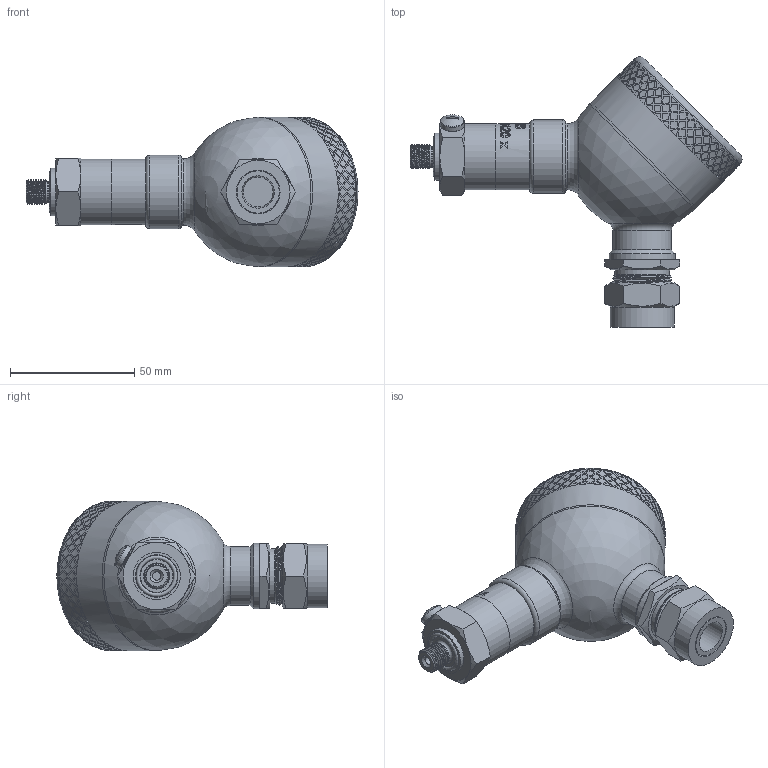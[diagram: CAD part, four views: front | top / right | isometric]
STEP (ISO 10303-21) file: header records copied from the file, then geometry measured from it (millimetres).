
FILE_DESCRIPTION(/* description */ (''),/* implementation_level */ '2;1');
FILE_NAME(/* name */ 'APZ3420x_M10x1DIN_CableGlandM20x1,5Exd.step',/* time_stamp */ '2021-07-02T14:18:41+03:00',/* author */ (''),/* organization */ (''),/* preprocessor_version */ 'ST-DEVELOPER v18.1',/* originating_system */ 'Autodesk Translation Framework v10.9.0.1377',/* authorisation */ '');
FILE_SCHEMA (('AUTOMOTIVE_DESIGN { 1 0 10303 214 3 1 1 }'));
Length unit declared in the file: millimetre
Products named in the file (7): АПЗ 3420 х заполненный; M10x1 DIN; Field housing; Main body; Cover without display; screw M6x1 v1; M20x1,5 steel cable gland Ex d v3
Assembly tree (6 placements, depth 3):
  АПЗ 3420 х заполненный
    M10x1 DIN
    Field housing
      Main body
      Cover without display
    screw M6x1 v1
    M20x1,5 steel cable gland Ex d v3
Bounding box: 133.42 x 108.62 x 60.1 mm (x, y, z)
Volume: 240578.7 mm3; surface area: 40021.7 mm2
Topology: 6 solids, 6 shells, 1419 faces, 3471 edges, 2304 vertices
Faces by surface type: bspline 894, cylinder 320, plane 157, cone 28, torus 18, sphere 2
Full cylindrical faces by diameter (mm): 3.3 x1, 4.744 x3, 5.035 x4, 5.884 x4, 6.147 x1, 8.5 x1, 8.744 x3, 9.6 x1, 9.884 x4, 12 x1, 13 x1, 13.5 x1, 16.7 x1, 17 x2, 17.6 x1, 18.137 x7, 19 x1, 19.85 x6, 21 x1, 22 x1, 22.132 x1, 22.4 x1, 23.6 x1, 24.5 x2, 25.6 x1, 26.5 x3, 29.5 x1, 57.2 x1, 60 x2
Entity records: 61853 total; most frequent: CARTESIAN_POINT 35808, ORIENTED_EDGE 6936, EDGE_CURVE 3468, B_SPLINE_CURVE_WITH_KNOTS 2619, VERTEX_POINT 2304, DIRECTION 2220, EDGE_LOOP 1666, FACE_OUTER_BOUND 1419
